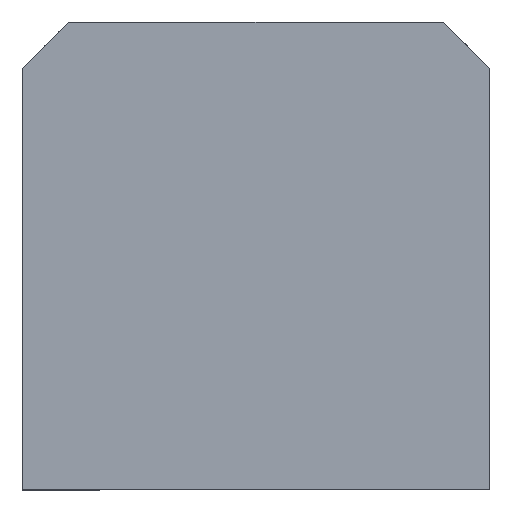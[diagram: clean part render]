
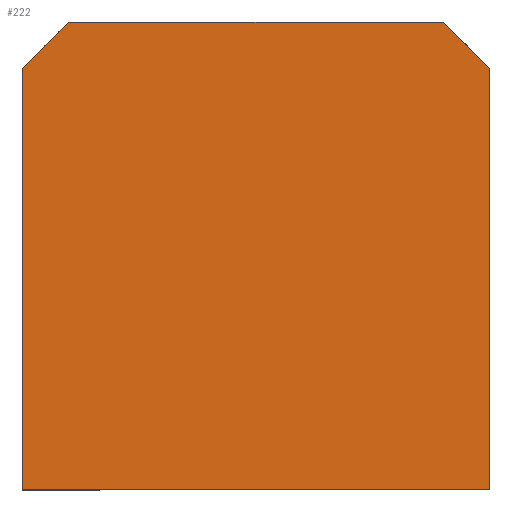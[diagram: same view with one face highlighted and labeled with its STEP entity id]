
A CAD part, top view. The second image highlights one B-rep face of the part: STEP entity #222.
In plain terms, the highlighted planar face has unit normal (0, 0, 1).
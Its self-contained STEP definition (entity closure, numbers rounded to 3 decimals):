
#12 = ORIENTED_EDGE ( 'NONE', *, *, #247, .T. ) ;
#14 = VERTEX_POINT ( 'NONE', #517 ) ;
#27 = ORIENTED_EDGE ( 'NONE', *, *, #157, .T. ) ;
#33 = DIRECTION ( 'NONE',  ( -0.707, 0.707, 0. ) ) ;
#41 = VECTOR ( 'NONE', #258, 1000. ) ;
#42 = EDGE_CURVE ( 'NONE', #412, #459, #516, .T. ) ;
#62 = CARTESIAN_POINT ( 'NONE',  ( 15., -15., 4. ) ) ;
#71 = PLANE ( 'NONE',  #533 ) ;
#86 = CARTESIAN_POINT ( 'NONE',  ( -15., 12., 4. ) ) ;
#93 = FACE_OUTER_BOUND ( 'NONE', #586, .T. ) ;
#105 = ORIENTED_EDGE ( 'NONE', *, *, #423, .T. ) ;
#107 = CARTESIAN_POINT ( 'NONE',  ( -15., 12., 4. ) ) ;
#124 = CARTESIAN_POINT ( 'NONE',  ( 12., 15., 4. ) ) ;
#134 = CARTESIAN_POINT ( 'NONE',  ( 15., 15., 4. ) ) ;
#157 = EDGE_CURVE ( 'NONE', #281, #269, #293, .T. ) ;
#160 = LINE ( 'NONE', #86, #434 ) ;
#166 = CARTESIAN_POINT ( 'NONE',  ( 15., -15., 4. ) ) ;
#169 = CARTESIAN_POINT ( 'NONE',  ( -12., 15., 4. ) ) ;
#182 = CARTESIAN_POINT ( 'NONE',  ( 15., 15., 4. ) ) ;
#208 = ORIENTED_EDGE ( 'NONE', *, *, #574, .T. ) ;
#222 = ADVANCED_FACE ( 'NONE', ( #93 ), #71, .F. ) ;
#247 = EDGE_CURVE ( 'NONE', #269, #412, #354, .T. ) ;
#258 = DIRECTION ( 'NONE',  ( 1., 0., 0. ) ) ;
#269 = VERTEX_POINT ( 'NONE', #582 ) ;
#281 = VERTEX_POINT ( 'NONE', #107 ) ;
#282 = CARTESIAN_POINT ( 'NONE',  ( 15., 12., 4. ) ) ;
#292 = VECTOR ( 'NONE', #489, 1000. ) ;
#293 = LINE ( 'NONE', #625, #292 ) ;
#300 = VERTEX_POINT ( 'NONE', #169 ) ;
#317 = LINE ( 'NONE', #124, #450 ) ;
#318 = DIRECTION ( 'NONE',  ( 0., 1., 0. ) ) ;
#346 = CARTESIAN_POINT ( 'NONE',  ( 0., 0., 4. ) ) ;
#354 = LINE ( 'NONE', #166, #41 ) ;
#412 = VERTEX_POINT ( 'NONE', #62 ) ;
#423 = EDGE_CURVE ( 'NONE', #300, #281, #160, .T. ) ;
#434 = VECTOR ( 'NONE', #600, 1000. ) ;
#450 = VECTOR ( 'NONE', #33, 1000. ) ;
#459 = VERTEX_POINT ( 'NONE', #282 ) ;
#468 = ORIENTED_EDGE ( 'NONE', *, *, #488, .T. ) ;
#488 = EDGE_CURVE ( 'NONE', #459, #14, #317, .T. ) ;
#489 = DIRECTION ( 'NONE',  ( 0., -1., 0. ) ) ;
#498 = DIRECTION ( 'NONE',  ( 0., 0., -1. ) ) ;
#516 = LINE ( 'NONE', #134, #611 ) ;
#517 = CARTESIAN_POINT ( 'NONE',  ( 12., 15., 4. ) ) ;
#530 = LINE ( 'NONE', #182, #602 ) ;
#533 = AXIS2_PLACEMENT_3D ( 'NONE', #346, #498, #544 ) ;
#544 = DIRECTION ( 'NONE',  ( -1., 0., 0. ) ) ;
#564 = DIRECTION ( 'NONE',  ( -1., 0., 0. ) ) ;
#574 = EDGE_CURVE ( 'NONE', #14, #300, #530, .T. ) ;
#582 = CARTESIAN_POINT ( 'NONE',  ( -15., -15., 4. ) ) ;
#586 = EDGE_LOOP ( 'NONE', ( #208, #105, #27, #12, #590, #468 ) ) ;
#590 = ORIENTED_EDGE ( 'NONE', *, *, #42, .T. ) ;
#600 = DIRECTION ( 'NONE',  ( -0.707, -0.707, 0. ) ) ;
#602 = VECTOR ( 'NONE', #564, 1000. ) ;
#611 = VECTOR ( 'NONE', #318, 1000. ) ;
#625 = CARTESIAN_POINT ( 'NONE',  ( -15., 15., 4. ) ) ;
